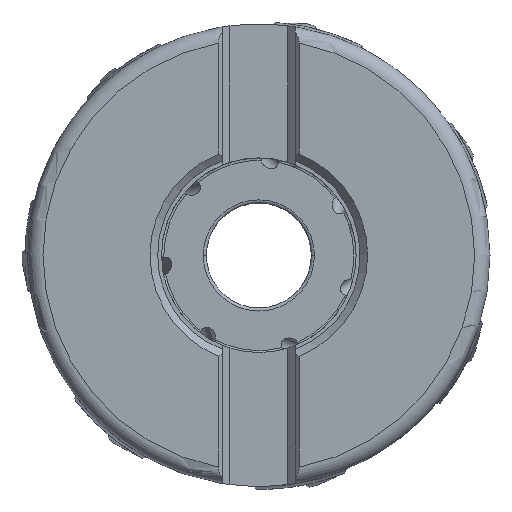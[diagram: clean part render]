
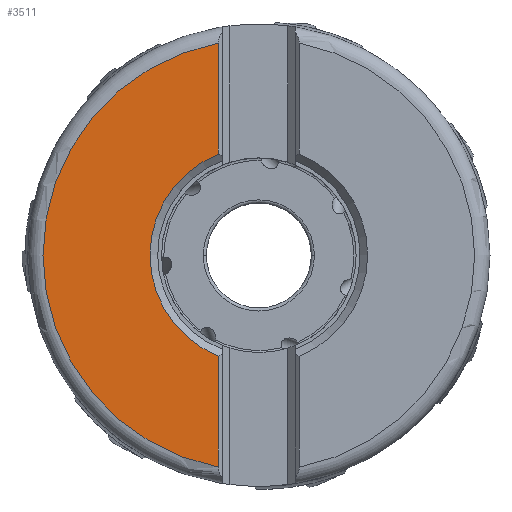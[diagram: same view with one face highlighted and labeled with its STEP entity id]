
A CAD part, top view. The second image highlights one B-rep face of the part: STEP entity #3511.
In plain terms, the highlighted planar face has unit normal (0, 0, 1).
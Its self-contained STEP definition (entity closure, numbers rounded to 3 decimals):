
#1366=FACE_OUTER_BOUND('',#4848,.T.);
#3511=ADVANCED_FACE('',(#1366),#4116,.T.);
#4116=PLANE('',#19979);
#4848=EDGE_LOOP('',(#10794,#10795,#10796,#10797));
#5761=LINE('',#40508,#6581);
#5785=LINE('',#40707,#6605);
#6581=VECTOR('',#23842,1.);
#6605=VECTOR('',#23938,1.);
#10794=ORIENTED_EDGE('',*,*,#16661,.F.);
#10795=ORIENTED_EDGE('',*,*,#16721,.T.);
#10796=ORIENTED_EDGE('',*,*,#16719,.F.);
#10797=ORIENTED_EDGE('',*,*,#16663,.T.);
#14116=VERTEX_POINT('',#40494);
#14117=VERTEX_POINT('',#40496);
#14118=VERTEX_POINT('',#40509);
#14154=VERTEX_POINT('',#40699);
#16661=EDGE_CURVE('',#14116,#14117,#17980,.T.);
#16663=EDGE_CURVE('',#14118,#14117,#5761,.T.);
#16719=EDGE_CURVE('',#14118,#14154,#17998,.T.);
#16721=EDGE_CURVE('',#14116,#14154,#5785,.T.);
#17980=CIRCLE('',#19940,28.163);
#17998=CIRCLE('',#19976,14.2);
#19940=AXIS2_PLACEMENT_3D('',#40495,#23838,#23839);
#19976=AXIS2_PLACEMENT_3D('',#40698,#23934,#23935);
#19979=AXIS2_PLACEMENT_3D('',#40709,#23941,#23942);
#23838=DIRECTION('',(0.,0.,-1.));
#23839=DIRECTION('',(-0.187,-0.982,0.));
#23842=DIRECTION('',(0.,1.,0.));
#23934=DIRECTION('',(0.,0.,1.));
#23935=DIRECTION('',(-0.371,0.929,0.));
#23938=DIRECTION('',(0.,1.,0.));
#23941=DIRECTION('',(0.,0.,1.));
#23942=DIRECTION('',(-1.,0.,0.));
#40494=CARTESIAN_POINT('',(-5.262,-27.666,0.));
#40495=CARTESIAN_POINT('',(0.,0.,0.));
#40496=CARTESIAN_POINT('',(-5.262,27.666,0.));
#40508=CARTESIAN_POINT('',(-5.263,13.189,0.));
#40509=CARTESIAN_POINT('',(-5.263,13.189,0.));
#40698=CARTESIAN_POINT('',(0.,0.,0.));
#40699=CARTESIAN_POINT('',(-5.263,-13.189,0.));
#40707=CARTESIAN_POINT('',(-5.262,-27.666,0.));
#40709=CARTESIAN_POINT('',(-16.712,0.,0.));
